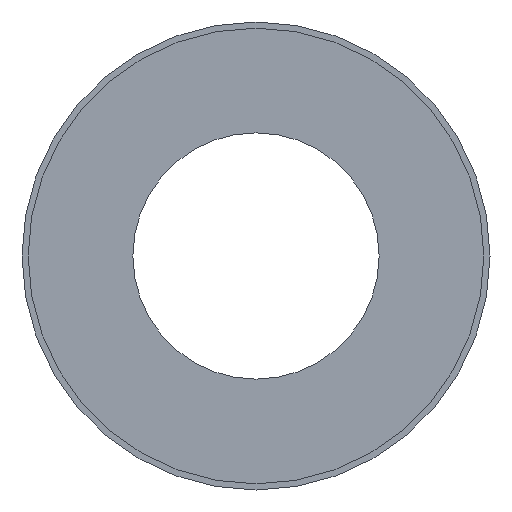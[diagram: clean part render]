
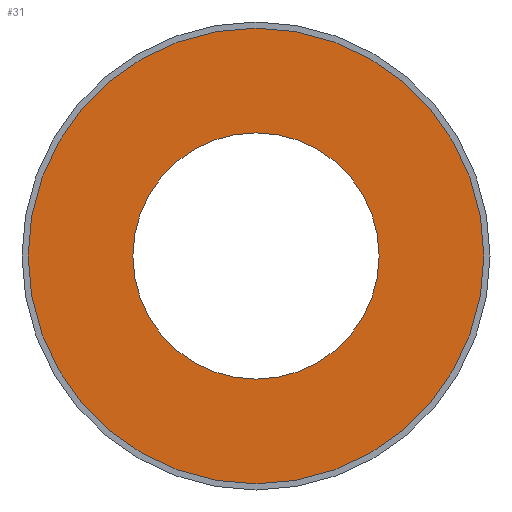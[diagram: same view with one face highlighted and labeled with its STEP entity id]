
A CAD part, left-side view. The second image highlights one B-rep face of the part: STEP entity #31.
In plain terms, the highlighted planar face has unit normal (-1, 0, 0).
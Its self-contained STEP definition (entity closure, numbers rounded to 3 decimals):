
#19=FACE_BOUND('',#55,.F.);
#23=PLANE('',#252);
#31=ADVANCED_FACE('',(#19,#43),#23,.T.);
#43=FACE_OUTER_BOUND('',#56,.F.);
#55=EDGE_LOOP('',(#83,#84));
#56=EDGE_LOOP('',(#85,#86));
#83=ORIENTED_EDGE('',*,*,#170,.T.);
#84=ORIENTED_EDGE('',*,*,#154,.T.);
#85=ORIENTED_EDGE('',*,*,#163,.F.);
#86=ORIENTED_EDGE('',*,*,#147,.F.);
#147=EDGE_CURVE('',#202,#201,#171,.T.);
#154=EDGE_CURVE('',#188,#187,#178,.T.);
#163=EDGE_CURVE('',#201,#202,#179,.T.);
#170=EDGE_CURVE('',#187,#188,#186,.T.);
#171=CIRCLE('',#232,18.5);
#178=CIRCLE('',#239,10.);
#179=CIRCLE('',#240,18.5);
#186=CIRCLE('',#247,10.);
#187=VERTEX_POINT('',#336);
#188=VERTEX_POINT('',#337);
#201=VERTEX_POINT('',#350);
#202=VERTEX_POINT('',#351);
#232=AXIS2_PLACEMENT_3D('',#352,#266,#267);
#239=AXIS2_PLACEMENT_3D('',#359,#280,#281);
#240=AXIS2_PLACEMENT_3D('',#368,#290,#291);
#247=AXIS2_PLACEMENT_3D('',#375,#304,#305);
#252=AXIS2_PLACEMENT_3D('',#380,#314,#315);
#266=DIRECTION('',(-1.,0.,0.));
#267=DIRECTION('',(0.,1.,0.));
#280=DIRECTION('',(-1.,0.,0.));
#281=DIRECTION('',(0.,1.,0.));
#290=DIRECTION('',(-1.,0.,0.));
#291=DIRECTION('',(0.,-1.,0.));
#304=DIRECTION('',(-1.,0.,0.));
#305=DIRECTION('',(0.,-1.,0.));
#314=DIRECTION('',(-1.,0.,0.));
#315=DIRECTION('',(0.,0.,1.));
#336=CARTESIAN_POINT('',(11.157,-10.,0.));
#337=CARTESIAN_POINT('',(11.157,10.,0.));
#350=CARTESIAN_POINT('',(11.157,-18.5,0.));
#351=CARTESIAN_POINT('',(11.157,18.5,0.));
#352=CARTESIAN_POINT('',(11.157,0.,0.));
#359=CARTESIAN_POINT('',(11.157,0.,0.));
#368=CARTESIAN_POINT('',(11.157,0.,0.));
#375=CARTESIAN_POINT('',(11.157,0.,0.));
#380=CARTESIAN_POINT('',(11.157,-18.87,-18.87));
